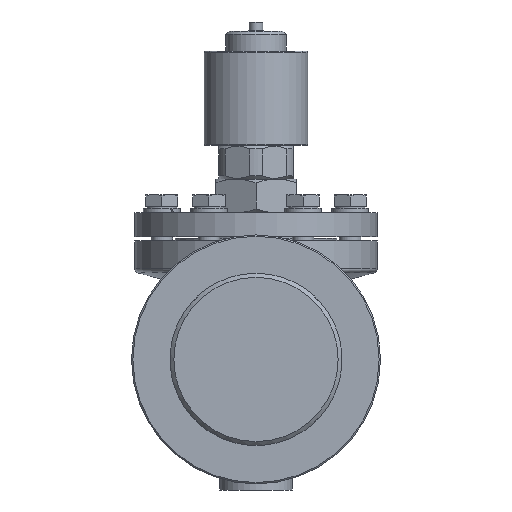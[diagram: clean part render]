
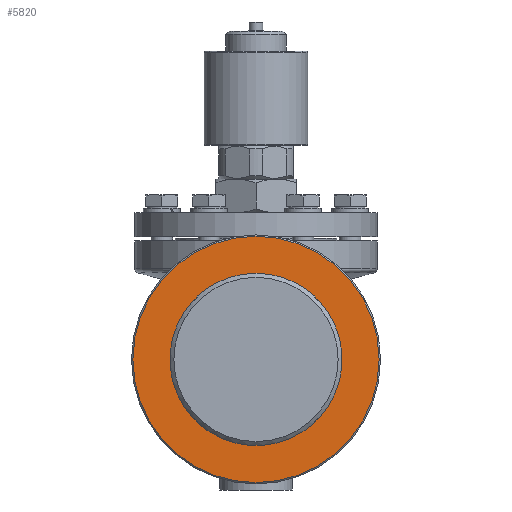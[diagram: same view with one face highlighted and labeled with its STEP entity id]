
A CAD part, front view. The second image highlights one B-rep face of the part: STEP entity #5820.
In plain terms, the highlighted planar face has unit normal (0, -1, 0).
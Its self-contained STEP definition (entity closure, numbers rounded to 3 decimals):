
#585=FACE_BOUND('',#1411,.T.);
#942=FACE_OUTER_BOUND('',#1410,.T.);
#1410=EDGE_LOOP('',(#5099));
#1411=EDGE_LOOP('',(#5100,#5101,#5102,#5103,#5104,#5105,#5106,#5107));
#1687=CIRCLE('',#6354,64.);
#1688=CIRCLE('',#6355,64.);
#1689=CIRCLE('',#6356,64.);
#1690=CIRCLE('',#6357,64.);
#1736=CIRCLE('',#6440,9.);
#1737=CIRCLE('',#6442,9.);
#1745=CIRCLE('',#6454,91.5);
#1755=CIRCLE('',#6475,9.);
#1756=CIRCLE('',#6477,9.);
#2697=VERTEX_POINT('',#9893);
#2698=VERTEX_POINT('',#9894);
#2699=VERTEX_POINT('',#9901);
#2700=VERTEX_POINT('',#9903);
#2701=VERTEX_POINT('',#9910);
#2702=VERTEX_POINT('',#9912);
#2703=VERTEX_POINT('',#9919);
#2704=VERTEX_POINT('',#9921);
#2797=VERTEX_POINT('',#12246);
#3441=EDGE_CURVE('',#2699,#2698,#1687,.T.);
#3443=EDGE_CURVE('',#2701,#2700,#1688,.T.);
#3445=EDGE_CURVE('',#2703,#2702,#1689,.T.);
#3447=EDGE_CURVE('',#2697,#2704,#1690,.T.);
#3570=EDGE_CURVE('',#2699,#2700,#1736,.T.);
#3571=EDGE_CURVE('',#2701,#2702,#1737,.T.);
#3583=EDGE_CURVE('',#2797,#2797,#1745,.T.);
#3593=EDGE_CURVE('',#2697,#2698,#1755,.T.);
#3594=EDGE_CURVE('',#2703,#2704,#1756,.T.);
#5099=ORIENTED_EDGE('',*,*,#3583,.F.);
#5100=ORIENTED_EDGE('',*,*,#3571,.F.);
#5101=ORIENTED_EDGE('',*,*,#3443,.T.);
#5102=ORIENTED_EDGE('',*,*,#3570,.F.);
#5103=ORIENTED_EDGE('',*,*,#3441,.T.);
#5104=ORIENTED_EDGE('',*,*,#3593,.F.);
#5105=ORIENTED_EDGE('',*,*,#3447,.T.);
#5106=ORIENTED_EDGE('',*,*,#3594,.F.);
#5107=ORIENTED_EDGE('',*,*,#3445,.T.);
#5468=PLANE('',#6478);
#5820=ADVANCED_FACE('',(#942,#585),#5468,.T.);
#6354=AXIS2_PLACEMENT_3D('',#9902,#7773,#7774);
#6355=AXIS2_PLACEMENT_3D('',#9911,#7775,#7776);
#6356=AXIS2_PLACEMENT_3D('',#9920,#7777,#7778);
#6357=AXIS2_PLACEMENT_3D('',#9928,#7779,#7780);
#6440=AXIS2_PLACEMENT_3D('',#12199,#7949,#7950);
#6442=AXIS2_PLACEMENT_3D('',#12201,#7953,#7954);
#6454=AXIS2_PLACEMENT_3D('',#12247,#7977,#7978);
#6475=AXIS2_PLACEMENT_3D('',#12275,#8019,#8020);
#6477=AXIS2_PLACEMENT_3D('',#12277,#8023,#8024);
#6478=AXIS2_PLACEMENT_3D('',#12278,#8025,#8026);
#7773=DIRECTION('center_axis',(0.,1.,0.));
#7774=DIRECTION('ref_axis',(0.,0.,1.));
#7775=DIRECTION('center_axis',(0.,1.,0.));
#7776=DIRECTION('ref_axis',(0.,0.,1.));
#7777=DIRECTION('center_axis',(0.,1.,0.));
#7778=DIRECTION('ref_axis',(0.,0.,1.));
#7779=DIRECTION('center_axis',(0.,1.,0.));
#7780=DIRECTION('ref_axis',(0.,0.,1.));
#7949=DIRECTION('center_axis',(0.,1.,0.));
#7950=DIRECTION('ref_axis',(1.,0.,0.));
#7953=DIRECTION('center_axis',(0.,1.,0.));
#7954=DIRECTION('ref_axis',(1.,0.,0.));
#7977=DIRECTION('center_axis',(0.,1.,0.));
#7978=DIRECTION('ref_axis',(0.,0.,-1.));
#8019=DIRECTION('center_axis',(0.,1.,0.));
#8020=DIRECTION('ref_axis',(1.,0.,0.));
#8023=DIRECTION('center_axis',(0.,1.,0.));
#8024=DIRECTION('ref_axis',(1.,0.,0.));
#8025=DIRECTION('center_axis',(0.,-1.,0.));
#8026=DIRECTION('ref_axis',(0.,0.,-1.));
#9893=CARTESIAN_POINT('',(43.247,-142.,-47.177));
#9894=CARTESIAN_POINT('',(47.177,-142.,-43.247));
#9901=CARTESIAN_POINT('',(47.177,-142.,43.247));
#9902=CARTESIAN_POINT('Origin',(0.,-142.,0.));
#9903=CARTESIAN_POINT('',(43.247,-142.,47.177));
#9910=CARTESIAN_POINT('',(-43.247,-142.,47.177));
#9911=CARTESIAN_POINT('Origin',(0.,-142.,0.));
#9912=CARTESIAN_POINT('',(-47.177,-142.,43.247));
#9919=CARTESIAN_POINT('',(-47.177,-142.,-43.247));
#9920=CARTESIAN_POINT('Origin',(0.,-142.,0.));
#9921=CARTESIAN_POINT('',(-43.247,-142.,-47.177));
#9928=CARTESIAN_POINT('Origin',(0.,-142.,0.));
#12199=CARTESIAN_POINT('Origin',(51.265,-142.,51.265));
#12201=CARTESIAN_POINT('Origin',(-51.265,-142.,51.265));
#12246=CARTESIAN_POINT('',(0.,-142.,91.5));
#12247=CARTESIAN_POINT('Origin',(0.,-142.,0.));
#12275=CARTESIAN_POINT('Origin',(51.265,-142.,-51.265));
#12277=CARTESIAN_POINT('Origin',(-51.265,-142.,-51.265));
#12278=CARTESIAN_POINT('Origin',(0.,-142.,78.25));
